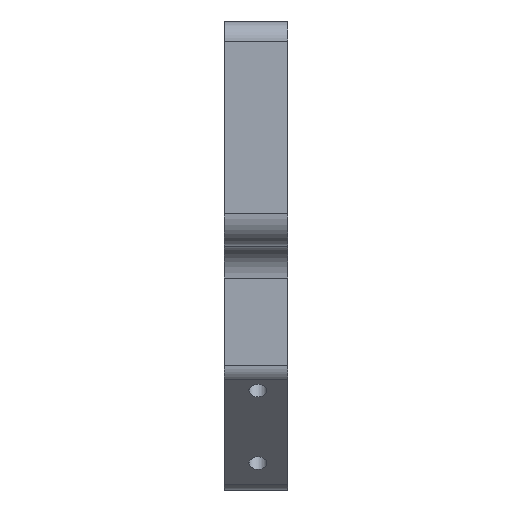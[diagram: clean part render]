
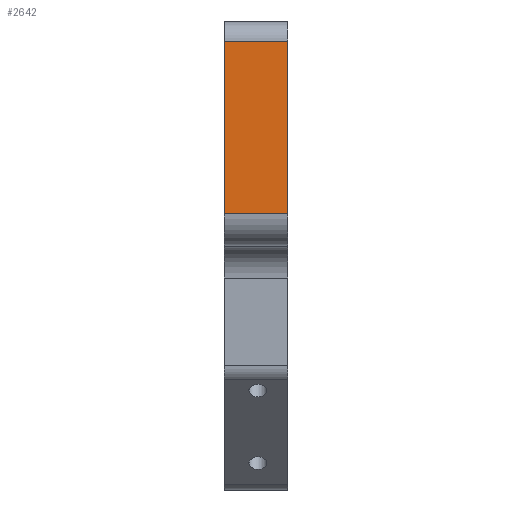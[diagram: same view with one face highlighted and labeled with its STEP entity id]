
A CAD part, top view. The second image highlights one B-rep face of the part: STEP entity #2642.
In plain terms, the highlighted planar face has unit normal (0, 0, 1).
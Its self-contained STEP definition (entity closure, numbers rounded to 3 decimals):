
#32 = PLANE('',#33);
#33 = AXIS2_PLACEMENT_3D('',#34,#35,#36);
#34 = CARTESIAN_POINT('',(0.,-15.47,
    35.476));
#35 = DIRECTION('',(1.,0.,0.));
#36 = DIRECTION('',(0.,0.,1.));
#421 = VERTEX_POINT('',#422);
#422 = CARTESIAN_POINT('',(0.,15.967,78.107
    ));
#441 = CYLINDRICAL_SURFACE('',#442,3.);
#442 = AXIS2_PLACEMENT_3D('',#443,#444,#445);
#443 = CARTESIAN_POINT('',(0.,15.967,75.107)
  );
#444 = DIRECTION('',(1.,0.,0.));
#445 = DIRECTION('',(0.,0.,1.));
#453 = EDGE_CURVE('',#421,#454,#456,.T.);
#454 = VERTEX_POINT('',#455);
#455 = CARTESIAN_POINT('',(0.,-11.,78.107));
#456 = SURFACE_CURVE('',#457,(#461,#468),.PCURVE_S1.);
#457 = LINE('',#458,#459);
#458 = CARTESIAN_POINT('',(0.,0.,
    78.107));
#459 = VECTOR('',#460,1.);
#460 = DIRECTION('',(0.,-1.,0.));
#461 = PCURVE('',#32,#462);
#462 = DEFINITIONAL_REPRESENTATION('',(#463),#467);
#463 = LINE('',#464,#465);
#464 = CARTESIAN_POINT('',(42.631,-15.47));
#465 = VECTOR('',#466,1.);
#466 = DIRECTION('',(0.,1.));
#467 = ( GEOMETRIC_REPRESENTATION_CONTEXT(2) 
PARAMETRIC_REPRESENTATION_CONTEXT() REPRESENTATION_CONTEXT('2D SPACE',''
  ) );
#468 = PCURVE('',#469,#474);
#469 = PLANE('',#470);
#470 = AXIS2_PLACEMENT_3D('',#471,#472,#473);
#471 = CARTESIAN_POINT('',(5.,1.483,78.107));
#472 = DIRECTION('',(0.,0.,1.));
#473 = DIRECTION('',(0.,1.,0.));
#474 = DEFINITIONAL_REPRESENTATION('',(#475),#479);
#475 = LINE('',#476,#477);
#476 = CARTESIAN_POINT('',(-1.483,5.));
#477 = VECTOR('',#478,1.);
#478 = DIRECTION('',(-1.,0.));
#479 = ( GEOMETRIC_REPRESENTATION_CONTEXT(2) 
PARAMETRIC_REPRESENTATION_CONTEXT() REPRESENTATION_CONTEXT('2D SPACE',''
  ) );
#502 = CYLINDRICAL_SURFACE('',#503,5.);
#503 = AXIS2_PLACEMENT_3D('',#504,#505,#506);
#504 = CARTESIAN_POINT('',(0.,-11.,73.107));
#505 = DIRECTION('',(1.,0.,0.));
#506 = DIRECTION('',(0.,-1.,0.));
#1143 = PLANE('',#1144);
#1144 = AXIS2_PLACEMENT_3D('',#1145,#1146,#1147);
#1145 = CARTESIAN_POINT('',(10.,-15.47,35.476));
#1146 = DIRECTION('',(1.,0.,0.));
#1147 = DIRECTION('',(0.,0.,1.));
#2539 = EDGE_CURVE('',#454,#2540,#2542,.T.);
#2540 = VERTEX_POINT('',#2541);
#2541 = CARTESIAN_POINT('',(10.,-11.,78.107));
#2542 = SURFACE_CURVE('',#2543,(#2547,#2554),.PCURVE_S1.);
#2543 = LINE('',#2544,#2545);
#2544 = CARTESIAN_POINT('',(0.,-11.,78.107));
#2545 = VECTOR('',#2546,1.);
#2546 = DIRECTION('',(1.,0.,0.));
#2547 = PCURVE('',#502,#2548);
#2548 = DEFINITIONAL_REPRESENTATION('',(#2549),#2553);
#2549 = LINE('',#2550,#2551);
#2550 = CARTESIAN_POINT('',(-1.571,0.));
#2551 = VECTOR('',#2552,1.);
#2552 = DIRECTION('',(-0.,1.));
#2553 = ( GEOMETRIC_REPRESENTATION_CONTEXT(2) 
PARAMETRIC_REPRESENTATION_CONTEXT() REPRESENTATION_CONTEXT('2D SPACE',''
  ) );
#2554 = PCURVE('',#469,#2555);
#2555 = DEFINITIONAL_REPRESENTATION('',(#2556),#2560);
#2556 = LINE('',#2557,#2558);
#2557 = CARTESIAN_POINT('',(-12.483,5.));
#2558 = VECTOR('',#2559,1.);
#2559 = DIRECTION('',(0.,-1.));
#2560 = ( GEOMETRIC_REPRESENTATION_CONTEXT(2) 
PARAMETRIC_REPRESENTATION_CONTEXT() REPRESENTATION_CONTEXT('2D SPACE',''
  ) );
#2595 = VERTEX_POINT('',#2596);
#2596 = CARTESIAN_POINT('',(10.,15.967,78.107));
#2622 = EDGE_CURVE('',#421,#2595,#2623,.T.);
#2623 = SURFACE_CURVE('',#2624,(#2628,#2635),.PCURVE_S1.);
#2624 = LINE('',#2625,#2626);
#2625 = CARTESIAN_POINT('',(0.,15.967,
    78.107));
#2626 = VECTOR('',#2627,1.);
#2627 = DIRECTION('',(1.,0.,0.));
#2628 = PCURVE('',#441,#2629);
#2629 = DEFINITIONAL_REPRESENTATION('',(#2630),#2634);
#2630 = LINE('',#2631,#2632);
#2631 = CARTESIAN_POINT('',(-0.,0.));
#2632 = VECTOR('',#2633,1.);
#2633 = DIRECTION('',(-0.,1.));
#2634 = ( GEOMETRIC_REPRESENTATION_CONTEXT(2) 
PARAMETRIC_REPRESENTATION_CONTEXT() REPRESENTATION_CONTEXT('2D SPACE',''
  ) );
#2635 = PCURVE('',#469,#2636);
#2636 = DEFINITIONAL_REPRESENTATION('',(#2637),#2641);
#2637 = LINE('',#2638,#2639);
#2638 = CARTESIAN_POINT('',(14.483,5.));
#2639 = VECTOR('',#2640,1.);
#2640 = DIRECTION('',(0.,-1.));
#2641 = ( GEOMETRIC_REPRESENTATION_CONTEXT(2) 
PARAMETRIC_REPRESENTATION_CONTEXT() REPRESENTATION_CONTEXT('2D SPACE',''
  ) );
#2642 = ADVANCED_FACE('',(#2643),#469,.T.);
#2643 = FACE_BOUND('',#2644,.T.);
#2644 = EDGE_LOOP('',(#2645,#2646,#2647,#2668));
#2645 = ORIENTED_EDGE('',*,*,#453,.T.);
#2646 = ORIENTED_EDGE('',*,*,#2539,.T.);
#2647 = ORIENTED_EDGE('',*,*,#2648,.T.);
#2648 = EDGE_CURVE('',#2540,#2595,#2649,.T.);
#2649 = SURFACE_CURVE('',#2650,(#2654,#2661),.PCURVE_S1.);
#2650 = LINE('',#2651,#2652);
#2651 = CARTESIAN_POINT('',(10.,0.,78.107));
#2652 = VECTOR('',#2653,1.);
#2653 = DIRECTION('',(0.,1.,0.));
#2654 = PCURVE('',#469,#2655);
#2655 = DEFINITIONAL_REPRESENTATION('',(#2656),#2660);
#2656 = LINE('',#2657,#2658);
#2657 = CARTESIAN_POINT('',(-1.483,-5.));
#2658 = VECTOR('',#2659,1.);
#2659 = DIRECTION('',(1.,0.));
#2660 = ( GEOMETRIC_REPRESENTATION_CONTEXT(2) 
PARAMETRIC_REPRESENTATION_CONTEXT() REPRESENTATION_CONTEXT('2D SPACE',''
  ) );
#2661 = PCURVE('',#1143,#2662);
#2662 = DEFINITIONAL_REPRESENTATION('',(#2663),#2667);
#2663 = LINE('',#2664,#2665);
#2664 = CARTESIAN_POINT('',(42.631,-15.47));
#2665 = VECTOR('',#2666,1.);
#2666 = DIRECTION('',(0.,-1.));
#2667 = ( GEOMETRIC_REPRESENTATION_CONTEXT(2) 
PARAMETRIC_REPRESENTATION_CONTEXT() REPRESENTATION_CONTEXT('2D SPACE',''
  ) );
#2668 = ORIENTED_EDGE('',*,*,#2622,.F.);
